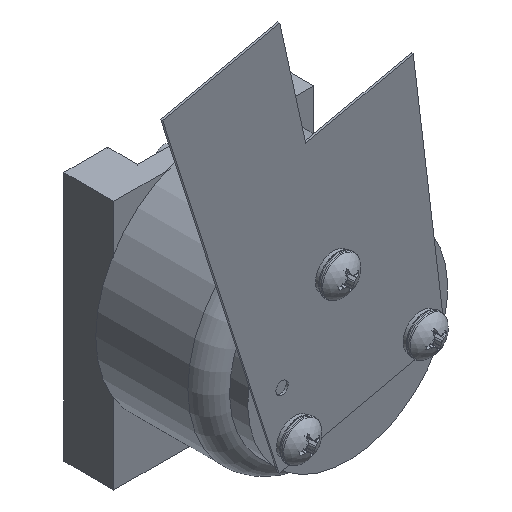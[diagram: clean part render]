
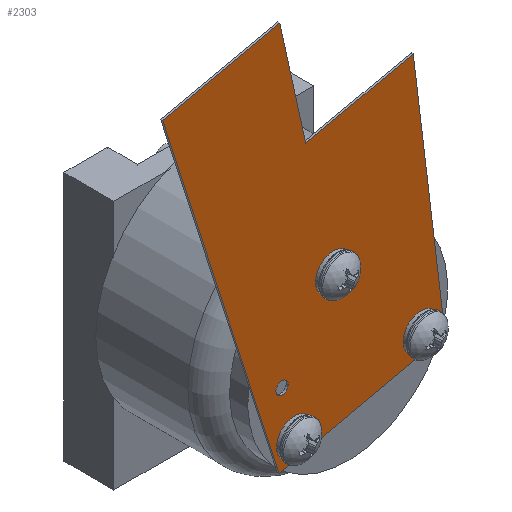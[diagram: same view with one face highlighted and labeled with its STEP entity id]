
A CAD part, isometric view. The second image highlights one B-rep face of the part: STEP entity #2303.
In plain terms, the highlighted planar face has unit normal (0, -1, 0).
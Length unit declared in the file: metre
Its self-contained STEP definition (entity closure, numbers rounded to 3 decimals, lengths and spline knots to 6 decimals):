
#217=LINE('',#4104,#303);
#221=LINE('',#4112,#307);
#224=LINE('',#4118,#310);
#227=LINE('',#4124,#313);
#230=LINE('',#4130,#316);
#232=LINE('',#4148,#318);
#303=VECTOR('',#2959,1.);
#307=VECTOR('',#2965,1.);
#310=VECTOR('',#2970,1.);
#313=VECTOR('',#2975,1.);
#316=VECTOR('',#2980,1.);
#318=VECTOR('',#3002,1.);
#384=PLANE('',#2573);
#728=ORIENTED_EDGE('',*,*,#1229,.F.);
#729=ORIENTED_EDGE('',*,*,#1233,.F.);
#730=ORIENTED_EDGE('',*,*,#1236,.F.);
#731=ORIENTED_EDGE('',*,*,#1239,.F.);
#732=ORIENTED_EDGE('',*,*,#1242,.F.);
#733=ORIENTED_EDGE('',*,*,#1250,.F.);
#734=ORIENTED_EDGE('',*,*,#1247,.F.);
#735=ORIENTED_EDGE('',*,*,#1245,.F.);
#736=ORIENTED_EDGE('',*,*,#1243,.F.);
#737=ORIENTED_EDGE('',*,*,#1251,.F.);
#1229=EDGE_CURVE('',#1520,#1521,#217,.T.);
#1233=EDGE_CURVE('',#1523,#1520,#221,.T.);
#1236=EDGE_CURVE('',#1525,#1523,#224,.T.);
#1239=EDGE_CURVE('',#1527,#1525,#227,.T.);
#1242=EDGE_CURVE('',#1529,#1527,#230,.T.);
#1243=EDGE_CURVE('',#1530,#1530,#1717,.T.);
#1245=EDGE_CURVE('',#1532,#1532,#1719,.T.);
#1247=EDGE_CURVE('',#1534,#1534,#1721,.T.);
#1250=EDGE_CURVE('',#1521,#1529,#232,.T.);
#1251=EDGE_CURVE('',#1536,#1536,#1723,.T.);
#1520=VERTEX_POINT('',#4103);
#1521=VERTEX_POINT('',#4105);
#1523=VERTEX_POINT('',#4111);
#1525=VERTEX_POINT('',#4117);
#1527=VERTEX_POINT('',#4123);
#1529=VERTEX_POINT('',#4129);
#1530=VERTEX_POINT('',#4133);
#1532=VERTEX_POINT('',#4138);
#1534=VERTEX_POINT('',#4143);
#1536=VERTEX_POINT('',#4151);
#1717=CIRCLE('',#2561,0.001334);
#1719=CIRCLE('',#2564,0.001334);
#1721=CIRCLE('',#2567,0.001334);
#1723=CIRCLE('',#2571,0.000787);
#1890=EDGE_LOOP('',(#728,#729,#730,#731,#732,#733));
#1891=EDGE_LOOP('',(#734));
#1892=EDGE_LOOP('',(#735));
#1893=EDGE_LOOP('',(#736));
#1894=EDGE_LOOP('',(#737));
#2101=FACE_BOUND('',#1890,.T.);
#2102=FACE_BOUND('',#1891,.T.);
#2103=FACE_BOUND('',#1892,.T.);
#2104=FACE_BOUND('',#1893,.T.);
#2105=FACE_BOUND('',#1894,.T.);
#2303=ADVANCED_FACE('',(#2101,#2102,#2103,#2104,#2105),#384,.T.);
#2561=AXIS2_PLACEMENT_3D('',#4132,#2983,#2984);
#2564=AXIS2_PLACEMENT_3D('',#4137,#2989,#2990);
#2567=AXIS2_PLACEMENT_3D('',#4142,#2995,#2996);
#2571=AXIS2_PLACEMENT_3D('',#4150,#3005,#3006);
#2573=AXIS2_PLACEMENT_3D('',#4154,#3009,#3010);
#2959=DIRECTION('',(-0.096,0.,-0.995));
#2965=DIRECTION('',(1.,0.,0.));
#2970=DIRECTION('',(0.,0.,-1.));
#2975=DIRECTION('',(1.,0.,0.));
#2980=DIRECTION('',(-0.092,0.,0.996));
#2983=DIRECTION('',(0.,-1.,0.));
#2984=DIRECTION('',(0.,0.,-1.));
#2989=DIRECTION('',(0.,-1.,0.));
#2990=DIRECTION('',(0.,0.,-1.));
#2995=DIRECTION('',(0.,-1.,0.));
#2996=DIRECTION('',(0.,0.,-1.));
#3002=DIRECTION('',(-1.,0.,0.));
#3005=DIRECTION('',(0.,-1.,0.));
#3006=DIRECTION('',(0.,0.,-1.));
#3009=DIRECTION('',(0.,-1.,0.));
#3010=DIRECTION('',(1.,0.,0.));
#4103=CARTESIAN_POINT('',(0.01397,-0.000254,0.025767));
#4104=CARTESIAN_POINT('',(0.012383,-0.000254,0.009251));
#4105=CARTESIAN_POINT('',(0.010795,-0.000254,-0.007264));
#4111=CARTESIAN_POINT('',(0.,-0.000254,0.025767));
#4112=CARTESIAN_POINT('',(0.006985,-0.000254,0.025767));
#4117=CARTESIAN_POINT('',(0.,-0.000254,0.040996));
#4118=CARTESIAN_POINT('',(0.,-0.000254,0.033381));
#4123=CARTESIAN_POINT('',(-0.01524,-0.000254,0.040996));
#4124=CARTESIAN_POINT('',(-0.00762,-0.000254,0.040996));
#4129=CARTESIAN_POINT('',(-0.010795,-0.000254,-0.007264));
#4130=CARTESIAN_POINT('',(-0.013018,-0.000254,0.016866));
#4132=CARTESIAN_POINT('',(0.008227,-0.000254,-0.00475));
#4133=CARTESIAN_POINT('',(0.008227,-0.000254,-0.006084));
#4137=CARTESIAN_POINT('',(-0.008227,-0.000254,-0.00475));
#4138=CARTESIAN_POINT('',(-0.008227,-0.000254,-0.006084));
#4142=CARTESIAN_POINT('',(0.,-0.000254,0.0095));
#4143=CARTESIAN_POINT('',(0.,-0.000254,0.008167));
#4148=CARTESIAN_POINT('',(-0.005398,-0.000254,-0.007264));
#4150=CARTESIAN_POINT('',(-0.008439,-0.000254,0.001626));
#4151=CARTESIAN_POINT('',(-0.008439,-0.000254,0.000839));
#4154=CARTESIAN_POINT('',(-0.000635,-0.000254,0.015748));
